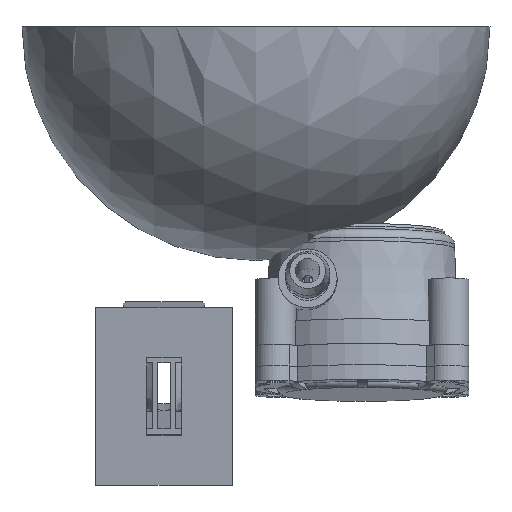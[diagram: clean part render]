
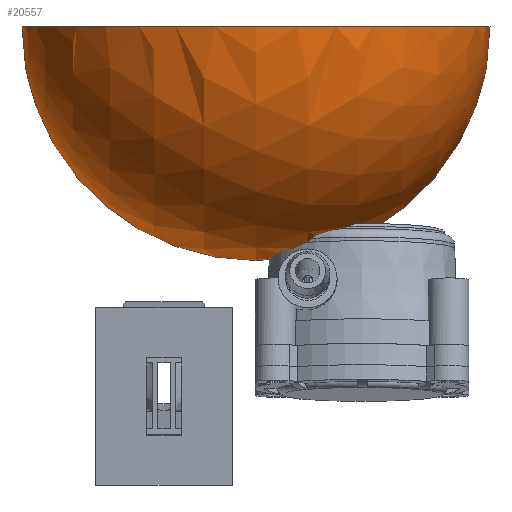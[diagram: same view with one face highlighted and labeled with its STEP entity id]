
A CAD part, front view. The second image highlights one B-rep face of the part: STEP entity #20557.
In plain terms, the highlighted spherical face has radius 38.1 mm.
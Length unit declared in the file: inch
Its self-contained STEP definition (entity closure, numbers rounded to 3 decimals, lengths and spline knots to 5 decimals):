
#13=SPHERICAL_SURFACE('',#22063,1.5);
#766=CIRCLE('',#22064,1.5);
#767=CIRCLE('',#22065,1.5);
#2683=FACE_OUTER_BOUND('',#3988,.T.);
#3988=EDGE_LOOP('',(#18565,#18566));
#9985=VERTEX_POINT('',#37993);
#9986=VERTEX_POINT('',#37994);
#12847=EDGE_CURVE('',#9985,#9986,#766,.T.);
#12848=EDGE_CURVE('',#9986,#9985,#767,.T.);
#18565=ORIENTED_EDGE('',*,*,#12847,.F.);
#18566=ORIENTED_EDGE('',*,*,#12848,.F.);
#20557=ADVANCED_FACE('',(#2683),#13,.T.);
#22063=AXIS2_PLACEMENT_3D('',#37992,#26805,#26806);
#22064=AXIS2_PLACEMENT_3D('',#37995,#26807,#26808);
#22065=AXIS2_PLACEMENT_3D('',#37996,#26809,#26810);
#26805=DIRECTION('center_axis',(1.,0.,0.));
#26806=DIRECTION('ref_axis',(0.,-1.,0.));
#26807=DIRECTION('center_axis',(0.,0.,1.));
#26808=DIRECTION('ref_axis',(0.,-1.,0.));
#26809=DIRECTION('center_axis',(0.,1.,0.));
#26810=DIRECTION('ref_axis',(1.,0.,0.));
#37992=CARTESIAN_POINT('Origin',(0.,0.,3.54331));
#37993=CARTESIAN_POINT('',(-1.5,0.,3.54331));
#37994=CARTESIAN_POINT('',(1.5,0.,3.54331));
#37995=CARTESIAN_POINT('Origin',(0.,0.,3.54331));
#37996=CARTESIAN_POINT('Origin',(0.,0.,3.54331));
